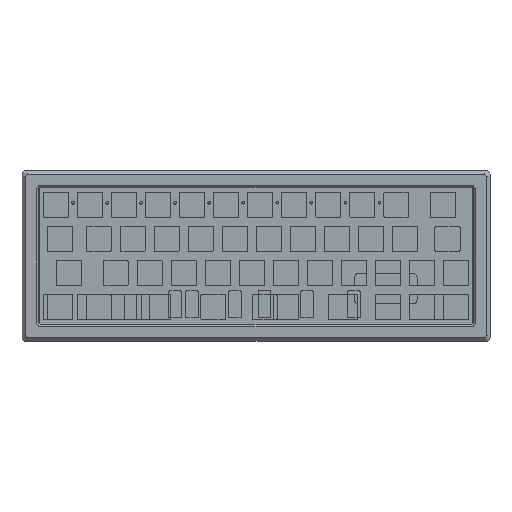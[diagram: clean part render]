
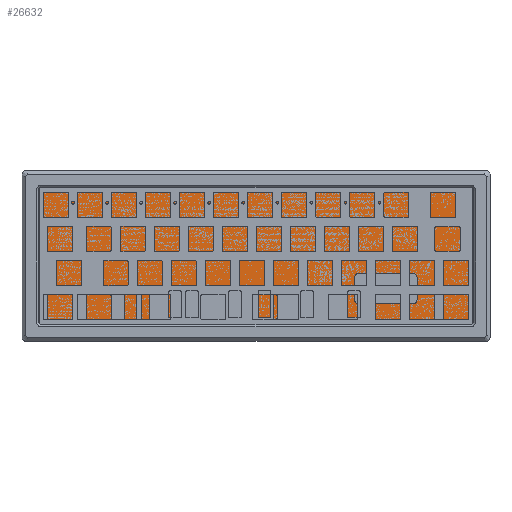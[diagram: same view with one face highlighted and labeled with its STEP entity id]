
A CAD part, top view. The second image highlights one B-rep face of the part: STEP entity #26632.
In plain terms, the highlighted planar face has unit normal (0, 0, 1).
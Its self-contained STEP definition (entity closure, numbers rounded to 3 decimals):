
#182=FACE_BOUND('',#3145,.T.);
#183=FACE_BOUND('',#3146,.T.);
#184=FACE_BOUND('',#3147,.T.);
#185=FACE_BOUND('',#3148,.T.);
#503=B_SPLINE_CURVE_WITH_KNOTS('',3,(#40269,#40270,#40271,#40272),
 .UNSPECIFIED.,.F.,.F.,(4,4),(-2.9,-2.057),
 .UNSPECIFIED.);
#872=PLANE('',#28407);
#1668=FACE_OUTER_BOUND('',#3144,.T.);
#3144=EDGE_LOOP('',(#18820,#18821,#18822,#18823,#18824,#18825,#18826,#18827,
#18828,#18829,#18830,#18831));
#3145=EDGE_LOOP('',(#18832));
#3146=EDGE_LOOP('',(#18833));
#3147=EDGE_LOOP('',(#18834));
#3148=EDGE_LOOP('',(#18835,#18836,#18837,#18838,#18839,#18840,#18841,#18842));
#4917=LINE('',#39969,#7318);
#4924=LINE('',#39987,#7325);
#4928=LINE('',#40003,#7329);
#4973=LINE('',#40151,#7374);
#4986=LINE('',#40192,#7387);
#4997=LINE('',#40267,#7398);
#4998=LINE('',#40273,#7399);
#4999=LINE('',#40277,#7400);
#5000=LINE('',#40281,#7401);
#5001=LINE('',#40285,#7402);
#5002=LINE('',#40289,#7403);
#7318=VECTOR('',#31645,10.);
#7325=VECTOR('',#31662,10.);
#7329=VECTOR('',#31674,10.);
#7374=VECTOR('',#31855,10.);
#7387=VECTOR('',#31900,10.);
#7398=VECTOR('',#31997,10.);
#7399=VECTOR('',#31998,10.);
#7400=VECTOR('',#32001,10.);
#7401=VECTOR('',#32004,10.);
#7402=VECTOR('',#32007,10.);
#7403=VECTOR('',#32010,10.);
#9675=CIRCLE('',#28348,2.);
#9683=CIRCLE('',#28364,2.);
#9695=CIRCLE('',#28387,2.4);
#9698=CIRCLE('',#28392,2.4);
#9701=CIRCLE('',#28397,2.4);
#9707=CIRCLE('',#28408,2.);
#9708=CIRCLE('',#28409,2.);
#9709=CIRCLE('',#28410,2.);
#9710=CIRCLE('',#28411,2.);
#9711=CIRCLE('',#28412,2.);
#9712=CIRCLE('',#28413,2.);
#11168=VERTEX_POINT('',#39966);
#11169=VERTEX_POINT('',#39968);
#11174=VERTEX_POINT('',#39984);
#11175=VERTEX_POINT('',#39986);
#11182=VERTEX_POINT('',#40000);
#11183=VERTEX_POINT('',#40002);
#11214=VERTEX_POINT('',#40138);
#11218=VERTEX_POINT('',#40149);
#11226=VERTEX_POINT('',#40179);
#11230=VERTEX_POINT('',#40190);
#11239=VERTEX_POINT('',#40226);
#11242=VERTEX_POINT('',#40235);
#11245=VERTEX_POINT('',#40244);
#11251=VERTEX_POINT('',#40266);
#11252=VERTEX_POINT('',#40268);
#11253=VERTEX_POINT('',#40275);
#11254=VERTEX_POINT('',#40276);
#11255=VERTEX_POINT('',#40278);
#11256=VERTEX_POINT('',#40280);
#11257=VERTEX_POINT('',#40282);
#11258=VERTEX_POINT('',#40284);
#11259=VERTEX_POINT('',#40286);
#11260=VERTEX_POINT('',#40288);
#14004=EDGE_CURVE('',#11168,#11169,#4917,.T.);
#14013=EDGE_CURVE('',#11174,#11175,#4924,.T.);
#14021=EDGE_CURVE('',#11182,#11183,#4928,.T.);
#14088=EDGE_CURVE('',#11174,#11214,#9675,.T.);
#14094=EDGE_CURVE('',#11218,#11214,#4973,.F.);
#14109=EDGE_CURVE('',#11168,#11226,#9683,.T.);
#14115=EDGE_CURVE('',#11230,#11226,#4986,.F.);
#14131=EDGE_CURVE('',#11239,#11239,#9695,.T.);
#14135=EDGE_CURVE('',#11242,#11242,#9698,.T.);
#14139=EDGE_CURVE('',#11245,#11245,#9701,.T.);
#14149=EDGE_CURVE('',#11230,#11183,#9707,.T.);
#14150=EDGE_CURVE('',#11251,#11182,#4997,.T.);
#14151=EDGE_CURVE('',#11252,#11251,#503,.T.);
#14152=EDGE_CURVE('',#11175,#11252,#4998,.T.);
#14153=EDGE_CURVE('',#11218,#11169,#9708,.T.);
#14154=EDGE_CURVE('',#11253,#11254,#4999,.F.);
#14155=EDGE_CURVE('',#11255,#11254,#9709,.T.);
#14156=EDGE_CURVE('',#11255,#11256,#5000,.F.);
#14157=EDGE_CURVE('',#11257,#11256,#9710,.T.);
#14158=EDGE_CURVE('',#11257,#11258,#5001,.F.);
#14159=EDGE_CURVE('',#11259,#11258,#9711,.T.);
#14160=EDGE_CURVE('',#11259,#11260,#5002,.F.);
#14161=EDGE_CURVE('',#11253,#11260,#9712,.T.);
#18820=ORIENTED_EDGE('',*,*,#14109,.T.);
#18821=ORIENTED_EDGE('',*,*,#14115,.F.);
#18822=ORIENTED_EDGE('',*,*,#14149,.T.);
#18823=ORIENTED_EDGE('',*,*,#14021,.F.);
#18824=ORIENTED_EDGE('',*,*,#14150,.F.);
#18825=ORIENTED_EDGE('',*,*,#14151,.F.);
#18826=ORIENTED_EDGE('',*,*,#14152,.F.);
#18827=ORIENTED_EDGE('',*,*,#14013,.F.);
#18828=ORIENTED_EDGE('',*,*,#14088,.T.);
#18829=ORIENTED_EDGE('',*,*,#14094,.F.);
#18830=ORIENTED_EDGE('',*,*,#14153,.T.);
#18831=ORIENTED_EDGE('',*,*,#14004,.F.);
#18832=ORIENTED_EDGE('',*,*,#14131,.T.);
#18833=ORIENTED_EDGE('',*,*,#14135,.T.);
#18834=ORIENTED_EDGE('',*,*,#14139,.T.);
#18835=ORIENTED_EDGE('',*,*,#14154,.T.);
#18836=ORIENTED_EDGE('',*,*,#14155,.F.);
#18837=ORIENTED_EDGE('',*,*,#14156,.T.);
#18838=ORIENTED_EDGE('',*,*,#14157,.F.);
#18839=ORIENTED_EDGE('',*,*,#14158,.T.);
#18840=ORIENTED_EDGE('',*,*,#14159,.F.);
#18841=ORIENTED_EDGE('',*,*,#14160,.T.);
#18842=ORIENTED_EDGE('',*,*,#14161,.F.);
#26632=ADVANCED_FACE('',(#1668,#182,#183,#184,#185),#872,.F.);
#28348=AXIS2_PLACEMENT_3D('',#40140,#31846,#31847);
#28364=AXIS2_PLACEMENT_3D('',#40181,#31891,#31892);
#28387=AXIS2_PLACEMENT_3D('',#40227,#31947,#31948);
#28392=AXIS2_PLACEMENT_3D('',#40236,#31958,#31959);
#28397=AXIS2_PLACEMENT_3D('',#40245,#31969,#31970);
#28407=AXIS2_PLACEMENT_3D('',#40264,#31993,#31994);
#28408=AXIS2_PLACEMENT_3D('',#40265,#31995,#31996);
#28409=AXIS2_PLACEMENT_3D('',#40274,#31999,#32000);
#28410=AXIS2_PLACEMENT_3D('',#40279,#32002,#32003);
#28411=AXIS2_PLACEMENT_3D('',#40283,#32005,#32006);
#28412=AXIS2_PLACEMENT_3D('',#40287,#32008,#32009);
#28413=AXIS2_PLACEMENT_3D('',#40290,#32011,#32012);
#31645=DIRECTION('',(-1.,0.,0.));
#31662=DIRECTION('',(1.,0.,0.));
#31674=DIRECTION('',(1.,0.,0.));
#31846=DIRECTION('center_axis',(0.,0.,1.));
#31847=DIRECTION('ref_axis',(-0.707,0.707,0.));
#31855=DIRECTION('',(0.,-1.,0.));
#31891=DIRECTION('center_axis',(0.,0.,1.));
#31892=DIRECTION('ref_axis',(0.707,-0.707,0.));
#31900=DIRECTION('',(0.,1.,0.));
#31947=DIRECTION('center_axis',(0.,0.,-1.));
#31948=DIRECTION('ref_axis',(-1.,0.,0.));
#31958=DIRECTION('center_axis',(0.,0.,-1.));
#31959=DIRECTION('ref_axis',(-1.,0.,0.));
#31969=DIRECTION('center_axis',(0.,0.,-1.));
#31970=DIRECTION('ref_axis',(-1.,0.,0.));
#31993=DIRECTION('center_axis',(0.,0.,-1.));
#31994=DIRECTION('ref_axis',(-1.,0.,0.));
#31995=DIRECTION('center_axis',(0.,0.,1.));
#31996=DIRECTION('ref_axis',(0.707,0.707,0.));
#31997=DIRECTION('',(0.,-1.,0.));
#31998=DIRECTION('',(0.,1.,0.));
#31999=DIRECTION('center_axis',(0.,0.,1.));
#32000=DIRECTION('ref_axis',(-0.707,-0.707,0.));
#32001=DIRECTION('',(0.,-1.,0.));
#32002=DIRECTION('center_axis',(0.,0.,1.));
#32003=DIRECTION('ref_axis',(-0.707,0.707,0.));
#32004=DIRECTION('',(-1.,0.,0.));
#32005=DIRECTION('center_axis',(0.,0.,1.));
#32006=DIRECTION('ref_axis',(0.707,0.707,0.));
#32007=DIRECTION('',(0.,1.,0.));
#32008=DIRECTION('center_axis',(0.,0.,1.));
#32009=DIRECTION('ref_axis',(0.707,-0.707,0.));
#32010=DIRECTION('',(1.,0.,0.));
#32011=DIRECTION('center_axis',(0.,0.,1.));
#32012=DIRECTION('ref_axis',(-0.707,-0.707,0.));
#39966=CARTESIAN_POINT('',(242.388,-78.2,-9.26));
#39968=CARTESIAN_POINT('',(0.5,-78.2,-9.26));
#39969=CARTESIAN_POINT('',(186.166,-78.2,-9.26));
#39984=CARTESIAN_POINT('',(0.5,2.,-9.26));
#39986=CARTESIAN_POINT('',(209.018,2.,-9.26));
#39987=CARTESIAN_POINT('',(56.722,2.,-9.26));
#40000=CARTESIAN_POINT('',(217.448,2.,-9.26));
#40002=CARTESIAN_POINT('',(242.388,2.,-9.26));
#40003=CARTESIAN_POINT('',(56.445,2.,-9.26));
#40138=CARTESIAN_POINT('',(-1.5,0.,-9.26));
#40140=CARTESIAN_POINT('Origin',(0.5,0.,
-9.26));
#40149=CARTESIAN_POINT('',(-1.5,-76.2,-9.26));
#40151=CARTESIAN_POINT('',(-1.5,-59.921,-9.26));
#40179=CARTESIAN_POINT('',(244.388,-76.2,-9.26));
#40181=CARTESIAN_POINT('Origin',(242.388,-76.2,-9.26));
#40190=CARTESIAN_POINT('',(244.388,0.,-9.26));
#40192=CARTESIAN_POINT('',(244.388,-13.821,-9.26));
#40226=CARTESIAN_POINT('',(123.844,-38.1,-9.26));
#40227=CARTESIAN_POINT('Origin',(121.444,-38.1,-9.26));
#40235=CARTESIAN_POINT('',(220.844,-38.1,-9.26));
#40236=CARTESIAN_POINT('Origin',(218.444,-38.1,-9.26));
#40244=CARTESIAN_POINT('',(26.844,-38.1,-9.26));
#40245=CARTESIAN_POINT('Origin',(24.444,-38.1,-9.26));
#40264=CARTESIAN_POINT('Origin',(120.89,-35.643,-9.26));
#40265=CARTESIAN_POINT('Origin',(242.388,0.,-9.26));
#40266=CARTESIAN_POINT('',(217.448,3.823,-9.26));
#40267=CARTESIAN_POINT('',(217.448,8.,-9.26));
#40268=CARTESIAN_POINT('',(209.018,3.823,-9.26));
#40269=CARTESIAN_POINT('Ctrl Pts',(209.018,3.823,-9.26));
#40270=CARTESIAN_POINT('Ctrl Pts',(211.832,3.823,-9.26));
#40271=CARTESIAN_POINT('Ctrl Pts',(214.634,3.823,-9.26));
#40272=CARTESIAN_POINT('Ctrl Pts',(217.448,3.823,-9.26));
#40273=CARTESIAN_POINT('',(209.018,8.,-9.26));
#40274=CARTESIAN_POINT('Origin',(0.5,-76.2,-9.26));
#40275=CARTESIAN_POINT('',(176.594,-62.706,-9.26));
#40276=CARTESIAN_POINT('',(176.594,-50.006,-9.26));
#40277=CARTESIAN_POINT('',(176.594,-49.175,-9.26));
#40278=CARTESIAN_POINT('',(178.594,-48.006,-9.26));
#40279=CARTESIAN_POINT('Origin',(178.594,-50.006,-9.26));
#40280=CARTESIAN_POINT('',(209.55,-48.006,-9.26));
#40281=CARTESIAN_POINT('',(149.742,-48.006,-9.26));
#40282=CARTESIAN_POINT('',(211.55,-50.006,-9.26));
#40283=CARTESIAN_POINT('Origin',(209.55,-50.006,-9.26));
#40284=CARTESIAN_POINT('',(211.55,-62.706,-9.26));
#40285=CARTESIAN_POINT('',(211.55,-42.825,-9.26));
#40286=CARTESIAN_POINT('',(209.55,-64.706,-9.26));
#40287=CARTESIAN_POINT('Origin',(209.55,-62.706,-9.26));
#40288=CARTESIAN_POINT('',(178.594,-64.706,-9.26));
#40289=CARTESIAN_POINT('',(165.22,-64.706,-9.26));
#40290=CARTESIAN_POINT('Origin',(178.594,-62.706,-9.26));
